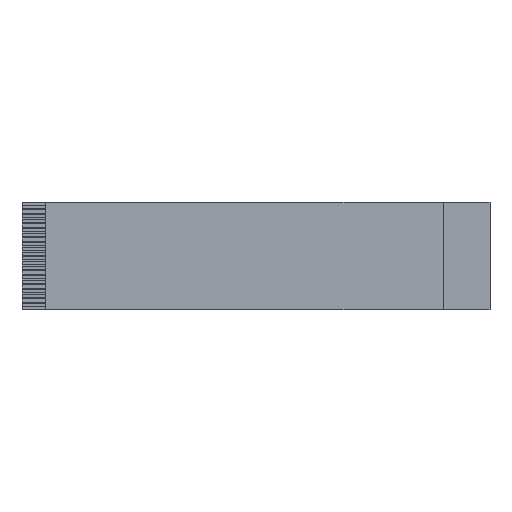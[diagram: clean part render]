
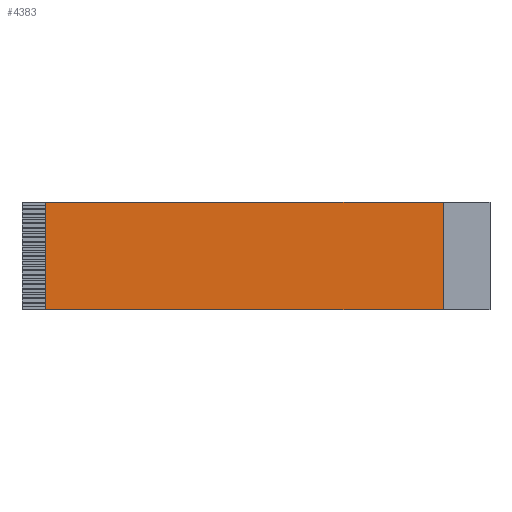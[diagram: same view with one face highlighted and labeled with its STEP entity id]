
A CAD part, top view. The second image highlights one B-rep face of the part: STEP entity #4383.
In plain terms, the highlighted planar face has unit normal (0, 0, 1).
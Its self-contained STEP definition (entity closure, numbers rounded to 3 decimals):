
#329=ORIENTED_EDGE('',*,*,#1271,.F.);
#330=ORIENTED_EDGE('',*,*,#1116,.F.);
#331=ORIENTED_EDGE('',*,*,#1272,.T.);
#332=ORIENTED_EDGE('',*,*,#1106,.T.);
#1106=EDGE_CURVE('',#1590,#1589,#1881,.T.);
#1116=EDGE_CURVE('',#1597,#1489,#1890,.T.);
#1271=EDGE_CURVE('',#1489,#1589,#2045,.T.);
#1272=EDGE_CURVE('',#1597,#1590,#2046,.T.);
#1489=VERTEX_POINT('',#5443);
#1589=VERTEX_POINT('',#5653);
#1590=VERTEX_POINT('',#5655);
#1597=VERTEX_POINT('',#5674);
#1881=LINE('',#5654,#2363);
#1890=LINE('',#5675,#2372);
#2045=LINE('',#6006,#2527);
#2046=LINE('',#6007,#2528);
#2363=VECTOR('',#4757,1000.);
#2372=VECTOR('',#4768,1000.);
#2527=VECTOR('',#5015,1000.);
#2528=VECTOR('',#5016,1000.);
#2793=EDGE_LOOP('',(#329,#330,#331,#332));
#2945=FACE_BOUND('',#2793,.T.);
#3097=PLANE('',#4542);
#4383=ADVANCED_FACE('',(#2945),#3097,.F.);
#4542=AXIS2_PLACEMENT_3D('',#6005,#5013,#5014);
#4757=DIRECTION('',(1.,0.,0.));
#4768=DIRECTION('',(1.,0.,0.));
#5013=DIRECTION('',(0.,0.,-1.));
#5014=DIRECTION('',(-1.,0.,0.));
#5015=DIRECTION('',(0.,-1.,0.));
#5016=DIRECTION('',(0.,-1.,0.));
#5443=CARTESIAN_POINT('',(40.,11.5,0.095));
#5653=CARTESIAN_POINT('',(40.,-11.5,0.095));
#5654=CARTESIAN_POINT('',(-45.,-11.5,0.095));
#5655=CARTESIAN_POINT('',(-45.,-11.5,0.095));
#5674=CARTESIAN_POINT('',(-45.,11.5,0.095));
#5675=CARTESIAN_POINT('',(-45.,11.5,0.095));
#6005=CARTESIAN_POINT('',(-45.,11.5,0.095));
#6006=CARTESIAN_POINT('',(40.,11.5,0.095));
#6007=CARTESIAN_POINT('',(-45.,11.5,0.095));
